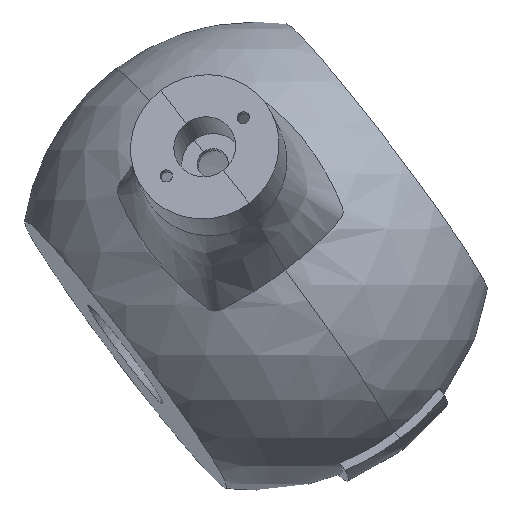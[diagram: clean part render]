
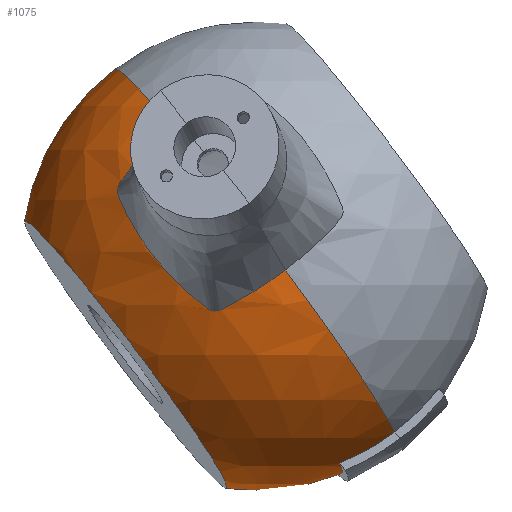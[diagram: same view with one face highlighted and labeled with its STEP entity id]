
A CAD part, front view. The second image highlights one B-rep face of the part: STEP entity #1075.
In plain terms, the highlighted spherical face has radius 53.571 mm.
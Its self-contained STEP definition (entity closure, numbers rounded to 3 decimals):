
#51=B_SPLINE_CURVE_WITH_KNOTS('',3,(#6270,#6271,#6272,#6273,#6274,#6275,
#6276,#6277,#6278,#6279,#6280,#6281,#6282,#6283,#6284,#6285,#6286,#6287,
#6288,#6289,#6290,#6291,#6292,#6293,#6294,#6295,#6296,#6297,#6298,#6299,
#6300,#6301,#6302,#6303,#6304,#6305,#6306,#6307,#6308,#6309,#6310,#6311,
#6312,#6313,#6314,#6315,#6316,#6317,#6318,#6319,#6320,#6321),
 .UNSPECIFIED.,.F.,.F.,(4,2,2,2,2,2,2,2,2,2,2,2,2,2,2,2,2,2,2,2,2,2,2,2,
2,4),(-8.692,-8.241,-7.79,-6.884,
-6.771,-6.704,-6.639,-6.58,
-6.463,-6.425,-6.191,-6.058,-5.891,
-5.725,-5.592,-5.358,-5.318,-5.244,
-5.171,-5.098,-5.029,-4.833,
-3.621,-2.714,-1.356,0.),
 .UNSPECIFIED.);
#64=SPHERICAL_SURFACE('',#1179,53.571);
#88=FACE_OUTER_BOUND('',#152,.T.);
#152=EDGE_LOOP('',(#775,#776,#777,#778,#779,#780,#781,#782,#783,#784,#785,
#786,#787));
#228=CIRCLE('',#1173,53.571);
#231=CIRCLE('',#1178,51.632);
#232=CIRCLE('',#1180,53.571);
#233=CIRCLE('',#1181,53.571);
#234=CIRCLE('',#1182,53.571);
#235=CIRCLE('',#1183,38.258);
#236=CIRCLE('',#1184,53.571);
#237=CIRCLE('',#1185,38.258);
#238=CIRCLE('',#1186,53.571);
#239=CIRCLE('',#1187,53.571);
#452=VERTEX_POINT('',#6247);
#453=VERTEX_POINT('',#6249);
#454=VERTEX_POINT('',#6253);
#458=VERTEX_POINT('',#6263);
#459=VERTEX_POINT('',#6267);
#460=VERTEX_POINT('',#6269);
#461=VERTEX_POINT('',#6322);
#462=VERTEX_POINT('',#6324);
#463=VERTEX_POINT('',#6326);
#464=VERTEX_POINT('',#6328);
#577=EDGE_CURVE('',#452,#453,#228,.T.);
#584=EDGE_CURVE('',#453,#458,#231,.T.);
#586=EDGE_CURVE('',#452,#459,#232,.T.);
#587=EDGE_CURVE('',#460,#459,#51,.T.);
#588=EDGE_CURVE('',#460,#461,#233,.T.);
#589=EDGE_CURVE('',#461,#462,#234,.T.);
#590=EDGE_CURVE('',#463,#462,#235,.T.);
#591=EDGE_CURVE('',#463,#464,#236,.T.);
#592=EDGE_CURVE('',#462,#463,#237,.T.);
#593=EDGE_CURVE('',#461,#454,#238,.T.);
#594=EDGE_CURVE('',#458,#454,#239,.T.);
#775=ORIENTED_EDGE('',*,*,#577,.F.);
#776=ORIENTED_EDGE('',*,*,#586,.T.);
#777=ORIENTED_EDGE('',*,*,#587,.F.);
#778=ORIENTED_EDGE('',*,*,#588,.T.);
#779=ORIENTED_EDGE('',*,*,#589,.T.);
#780=ORIENTED_EDGE('',*,*,#590,.F.);
#781=ORIENTED_EDGE('',*,*,#591,.T.);
#782=ORIENTED_EDGE('',*,*,#591,.F.);
#783=ORIENTED_EDGE('',*,*,#592,.F.);
#784=ORIENTED_EDGE('',*,*,#589,.F.);
#785=ORIENTED_EDGE('',*,*,#593,.T.);
#786=ORIENTED_EDGE('',*,*,#594,.F.);
#787=ORIENTED_EDGE('',*,*,#584,.F.);
#1075=ADVANCED_FACE('',(#88),#64,.T.);
#1173=AXIS2_PLACEMENT_3D('',#6250,#1373,#1374);
#1178=AXIS2_PLACEMENT_3D('',#6264,#1387,#1388);
#1179=AXIS2_PLACEMENT_3D('',#6266,#1390,#1391);
#1180=AXIS2_PLACEMENT_3D('',#6268,#1392,#1393);
#1181=AXIS2_PLACEMENT_3D('',#6323,#1394,#1395);
#1182=AXIS2_PLACEMENT_3D('',#6325,#1396,#1397);
#1183=AXIS2_PLACEMENT_3D('',#6327,#1398,#1399);
#1184=AXIS2_PLACEMENT_3D('',#6329,#1400,#1401);
#1185=AXIS2_PLACEMENT_3D('',#6330,#1402,#1403);
#1186=AXIS2_PLACEMENT_3D('',#6331,#1404,#1405);
#1187=AXIS2_PLACEMENT_3D('',#6332,#1406,#1407);
#1373=DIRECTION('center_axis',(0.126,0.955,-0.269));
#1374=DIRECTION('ref_axis',(-0.592,0.29,0.752));
#1387=DIRECTION('center_axis',(0.796,0.064,0.602));
#1388=DIRECTION('ref_axis',(-0.592,0.29,0.752));
#1390=DIRECTION('center_axis',(0.,0.,1.));
#1391=DIRECTION('ref_axis',(1.,0.,0.));
#1392=DIRECTION('center_axis',(-0.796,-0.064,-0.602));
#1393=DIRECTION('ref_axis',(0.592,-0.29,-0.752));
#1394=DIRECTION('center_axis',(-0.796,-0.064,-0.602));
#1395=DIRECTION('ref_axis',(0.592,-0.29,-0.752));
#1396=DIRECTION('center_axis',(0.,-1.,0.));
#1397=DIRECTION('ref_axis',(-1.,0.,0.));
#1398=DIRECTION('center_axis',(-0.796,-0.064,-0.602));
#1399=DIRECTION('ref_axis',(0.126,0.955,-0.269));
#1400=DIRECTION('center_axis',(0.,-1.,0.));
#1401=DIRECTION('ref_axis',(-1.,0.,0.));
#1402=DIRECTION('center_axis',(-0.796,-0.064,-0.602));
#1403=DIRECTION('ref_axis',(0.126,0.955,-0.269));
#1404=DIRECTION('center_axis',(-0.796,-0.064,-0.602));
#1405=DIRECTION('ref_axis',(0.592,-0.29,-0.752));
#1406=DIRECTION('center_axis',(0.28,0.843,-0.46));
#1407=DIRECTION('ref_axis',(-0.537,0.534,0.653));
#6247=CARTESIAN_POINT('',(144.624,614.698,789.408));
#6249=CARTESIAN_POINT('',(132.104,614.341,782.269));
#6250=CARTESIAN_POINT('Origin',(112.912,630.25,829.687));
#6253=CARTESIAN_POINT('',(84.153,658.879,864.661));
#6263=CARTESIAN_POINT('',(73.822,656.922,854.797));
#6264=CARTESIAN_POINT('Origin',(101.54,629.33,821.09));
#6266=CARTESIAN_POINT('Origin',(112.912,630.25,829.687));
#6267=CARTESIAN_POINT('',(119.628,577.198,826.484));
#6268=CARTESIAN_POINT('Origin',(112.912,630.25,829.687));
#6269=CARTESIAN_POINT('',(93.836,589.847,859.244));
#6270=CARTESIAN_POINT('Ctrl Pts',(93.836,589.847,859.244));
#6271=CARTESIAN_POINT('Ctrl Pts',(92.741,589.759,858.416));
#6272=CARTESIAN_POINT('Ctrl Pts',(91.678,589.694,857.545));
#6273=CARTESIAN_POINT('Ctrl Pts',(89.619,589.612,855.722));
#6274=CARTESIAN_POINT('Ctrl Pts',(88.624,589.596,854.769));
#6275=CARTESIAN_POINT('Ctrl Pts',(85.744,589.621,851.794));
#6276=CARTESIAN_POINT('Ctrl Pts',(83.98,589.736,849.663));
#6277=CARTESIAN_POINT('Ctrl Pts',(82.187,589.984,847.139));
#6278=CARTESIAN_POINT('Ctrl Pts',(81.84,590.045,846.66));
#6279=CARTESIAN_POINT('Ctrl Pts',(81.573,590.048,846.166));
#6280=CARTESIAN_POINT('Ctrl Pts',(81.487,590.037,845.975));
#6281=CARTESIAN_POINT('Ctrl Pts',(81.348,589.99,845.587));
#6282=CARTESIAN_POINT('Ctrl Pts',(81.294,589.956,845.391));
#6283=CARTESIAN_POINT('Ctrl Pts',(81.221,589.869,845.017));
#6284=CARTESIAN_POINT('Ctrl Pts',(81.195,589.812,844.812));
#6285=CARTESIAN_POINT('Ctrl Pts',(81.183,589.57,844.128));
#6286=CARTESIAN_POINT('Ctrl Pts',(81.264,589.369,843.731));
#6287=CARTESIAN_POINT('Ctrl Pts',(81.43,589.098,843.3));
#6288=CARTESIAN_POINT('Ctrl Pts',(81.541,588.922,843.027));
#6289=CARTESIAN_POINT('Ctrl Pts',(82.483,587.51,840.782));
#6290=CARTESIAN_POINT('Ctrl Pts',(83.435,586.4,838.852));
#6291=CARTESIAN_POINT('Ctrl Pts',(85.149,584.83,835.854));
#6292=CARTESIAN_POINT('Ctrl Pts',(85.815,584.297,834.775));
#6293=CARTESIAN_POINT('Ctrl Pts',(87.414,583.18,832.367));
#6294=CARTESIAN_POINT('Ctrl Pts',(88.37,582.619,831.047));
#6295=CARTESIAN_POINT('Ctrl Pts',(90.407,581.62,828.46));
#6296=CARTESIAN_POINT('Ctrl Pts',(91.486,581.183,827.195));
#6297=CARTESIAN_POINT('Ctrl Pts',(93.532,580.511,824.971));
#6298=CARTESIAN_POINT('Ctrl Pts',(94.477,580.254,824.004));
#6299=CARTESIAN_POINT('Ctrl Pts',(97.173,579.66,821.4));
#6300=CARTESIAN_POINT('Ctrl Pts',(98.987,579.413,819.816));
#6301=CARTESIAN_POINT('Ctrl Pts',(101.203,579.283,818.057));
#6302=CARTESIAN_POINT('Ctrl Pts',(101.473,579.271,817.845));
#6303=CARTESIAN_POINT('Ctrl Pts',(101.738,579.259,817.645));
#6304=CARTESIAN_POINT('Ctrl Pts',(101.923,579.246,817.53));
#6305=CARTESIAN_POINT('Ctrl Pts',(102.305,579.211,817.339));
#6306=CARTESIAN_POINT('Ctrl Pts',(102.5,579.189,817.264));
#6307=CARTESIAN_POINT('Ctrl Pts',(102.904,579.136,817.151));
#6308=CARTESIAN_POINT('Ctrl Pts',(103.114,579.105,817.113));
#6309=CARTESIAN_POINT('Ctrl Pts',(103.525,579.036,817.082));
#6310=CARTESIAN_POINT('Ctrl Pts',(103.726,578.998,817.087));
#6311=CARTESIAN_POINT('Ctrl Pts',(104.488,578.843,817.173));
#6312=CARTESIAN_POINT('Ctrl Pts',(104.88,578.736,817.368));
#6313=CARTESIAN_POINT('Ctrl Pts',(106.339,578.342,818.098));
#6314=CARTESIAN_POINT('Ctrl Pts',(107.592,578.056,818.76));
#6315=CARTESIAN_POINT('Ctrl Pts',(109.768,577.65,819.972));
#6316=CARTESIAN_POINT('Ctrl Pts',(110.694,577.506,820.509));
#6317=CARTESIAN_POINT('Ctrl Pts',(112.992,577.224,821.894));
#6318=CARTESIAN_POINT('Ctrl Pts',(114.352,577.123,822.763));
#6319=CARTESIAN_POINT('Ctrl Pts',(117.028,577.058,824.572));
#6320=CARTESIAN_POINT('Ctrl Pts',(118.343,577.094,825.512));
#6321=CARTESIAN_POINT('Ctrl Pts',(119.628,577.198,826.484));
#6322=CARTESIAN_POINT('',(80.604,630.25,872.42));
#6323=CARTESIAN_POINT('Origin',(112.912,630.25,829.687));
#6324=CARTESIAN_POINT('',(59.91,630.25,837.481));
#6325=CARTESIAN_POINT('Origin',(112.912,630.25,829.687));
#6326=CARTESIAN_POINT('',(105.963,630.25,776.568));
#6327=CARTESIAN_POINT('Origin',(83.061,627.834,807.119));
#6328=CARTESIAN_POINT('',(112.912,630.25,776.116));
#6329=CARTESIAN_POINT('Origin',(112.912,630.25,829.687));
#6330=CARTESIAN_POINT('Origin',(83.061,627.834,807.119));
#6331=CARTESIAN_POINT('Origin',(112.912,630.25,829.687));
#6332=CARTESIAN_POINT('Origin',(112.912,630.25,829.687));
